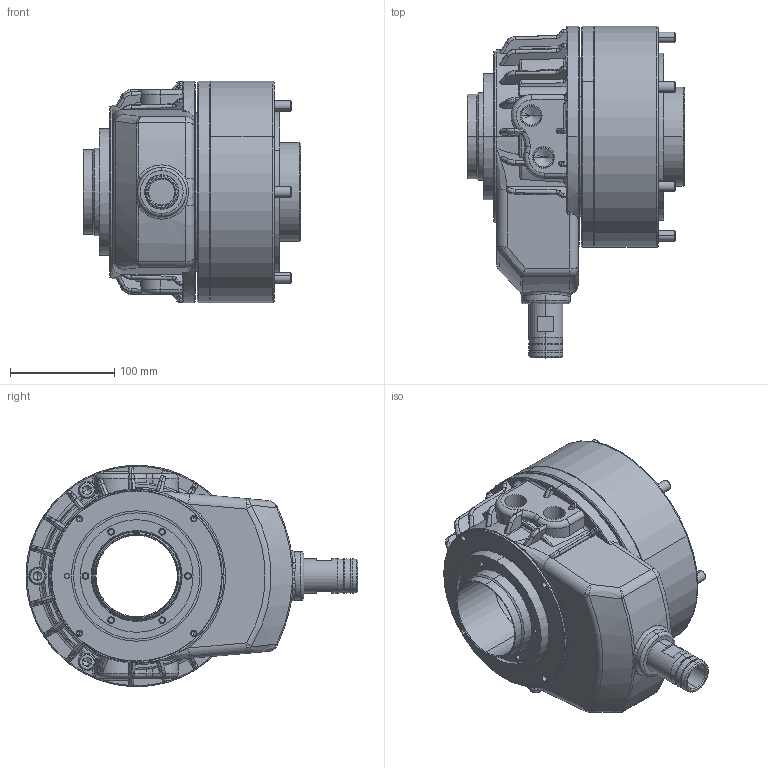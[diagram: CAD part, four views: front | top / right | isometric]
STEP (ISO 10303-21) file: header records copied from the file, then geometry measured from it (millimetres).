
FILE_DESCRIPTION (( 'STEP AP203' ), '1' );
FILE_NAME ('CF-TK-A1078.STEP', '2024-01-03T00:23:32', ( '' ), ( '' ), 'SwSTEP 2.0', 'SolidWorks 2020', '' );
FILE_SCHEMA (( 'CONFIG_CONTROL_DESIGN' ));
Length unit declared in the file: millimetre
Products named in the file (9): CT-S08-08000; 圓頭內六角螺栓_M10x80; O-RING_AS568-152; CF-TK-1075罩殼; CF-TK-1075-07010; CF-TK-A1075閥軸; CF-TK-A1078; CF-TK-A1078活塞; CF-TK-A1075缸體
Assembly tree (13 placements, depth 2):
  CF-TK-A1078
    CF-TK-1075罩殼
    CF-TK-A1075閥軸
    CF-TK-A1078活塞
    CF-TK-A1075缸體
    CT-S08-08000
    圓頭內六角螺栓_M10x80  x6
    O-RING_AS568-152
    CF-TK-1075-07010
Bounding box: 208 x 318 x 212 mm (x, y, z)
Volume: 4830034 mm3; surface area: 639612.4 mm2
Topology: 13 solids, 14 shells, 1053 faces, 2566 edges, 1556 vertices
Faces by surface type: cylinder 318, plane 245, bspline 197, cone 191, torus 102
Entity records: 36978 total; most frequent: CARTESIAN_POINT 15907, ORIENTED_EDGE 4468, DIRECTION 3782, EDGE_CURVE 2234, AXIS2_PLACEMENT_3D 1613, VERTEX_POINT 1391, EDGE_LOOP 1077, FACE_OUTER_BOUND 928
